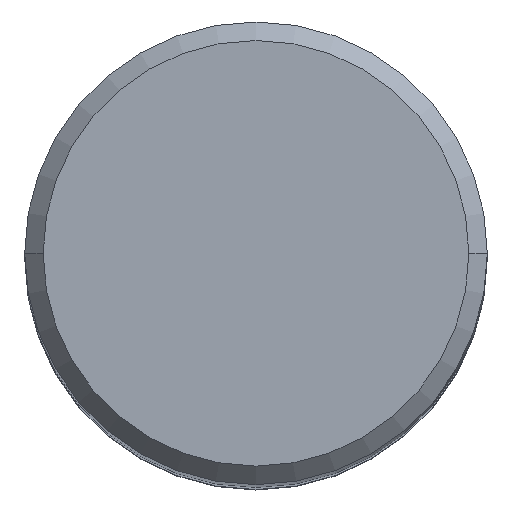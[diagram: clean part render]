
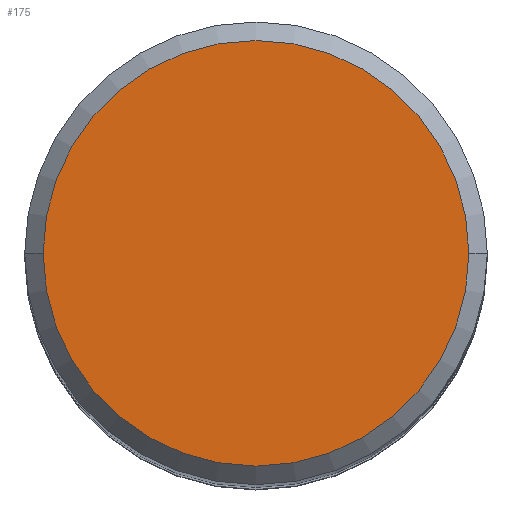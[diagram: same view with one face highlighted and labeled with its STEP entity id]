
A CAD part, top view. The second image highlights one B-rep face of the part: STEP entity #175.
In plain terms, the highlighted planar face has unit normal (0, 0, 1).
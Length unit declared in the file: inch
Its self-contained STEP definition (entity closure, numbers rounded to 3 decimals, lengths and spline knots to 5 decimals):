
#5 = EDGE_CURVE ( 'NONE', #297, #69, #128, .T. ) ;
#9 = EDGE_CURVE ( 'NONE', #69, #297, #199, .T. ) ;
#26 = AXIS2_PLACEMENT_3D ( 'NONE', #221, #278, #305 ) ;
#50 = ORIENTED_EDGE ( 'NONE', *, *, #9, .T. ) ;
#69 = VERTEX_POINT ( 'NONE', #115 ) ;
#76 = ORIENTED_EDGE ( 'NONE', *, *, #5, .T. ) ;
#92 = CARTESIAN_POINT ( 'NONE',  ( 0., 0., 2.5 ) ) ;
#100 = DIRECTION ( 'NONE',  ( 1., 0., 0. ) ) ;
#103 = AXIS2_PLACEMENT_3D ( 'NONE', #92, #325, #100 ) ;
#115 = CARTESIAN_POINT ( 'NONE',  ( -0.1725, 0., 2.5 ) ) ;
#128 = CIRCLE ( 'NONE', #301, 0.1725 ) ;
#160 = DIRECTION ( 'NONE',  ( 0., 0., 1. ) ) ;
#175 = ADVANCED_FACE ( 'NONE', ( #238 ), #347, .T. ) ;
#189 = CARTESIAN_POINT ( 'NONE',  ( 0., 0., 2.5 ) ) ;
#195 = EDGE_LOOP ( 'NONE', ( #50, #76 ) ) ;
#199 = CIRCLE ( 'NONE', #26, 0.1725 ) ;
#221 = CARTESIAN_POINT ( 'NONE',  ( 0., 0., 2.5 ) ) ;
#238 = FACE_OUTER_BOUND ( 'NONE', #195, .T. ) ;
#276 = DIRECTION ( 'NONE',  ( 1., 0., 0. ) ) ;
#278 = DIRECTION ( 'NONE',  ( 0., 0., 1. ) ) ;
#297 = VERTEX_POINT ( 'NONE', #299 ) ;
#299 = CARTESIAN_POINT ( 'NONE',  ( 0.1725, 0., 2.5 ) ) ;
#301 = AXIS2_PLACEMENT_3D ( 'NONE', #189, #160, #276 ) ;
#305 = DIRECTION ( 'NONE',  ( 1., 0., 0. ) ) ;
#325 = DIRECTION ( 'NONE',  ( 0., 0., 1. ) ) ;
#347 = PLANE ( 'NONE',  #103 ) ;
